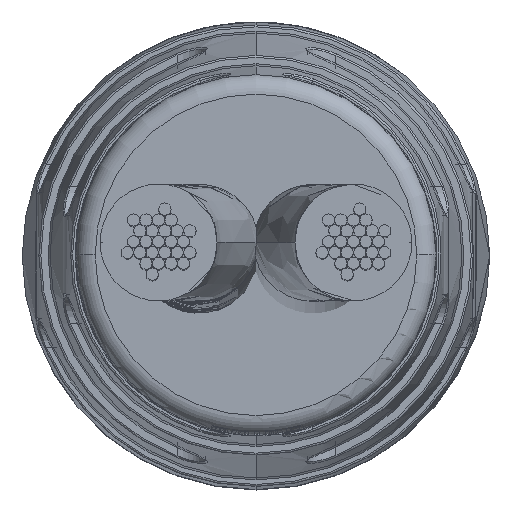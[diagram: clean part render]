
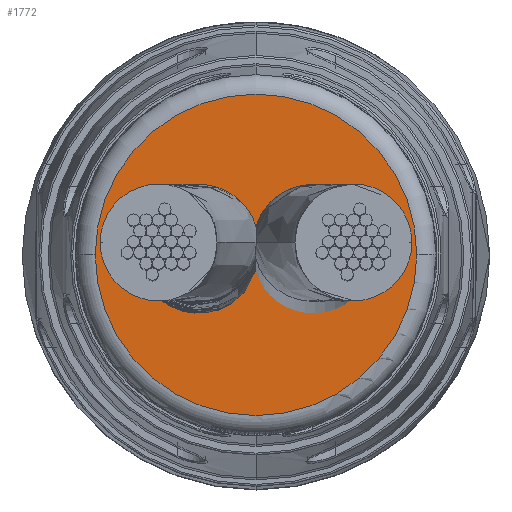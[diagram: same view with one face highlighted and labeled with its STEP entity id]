
A CAD part, top view. The second image highlights one B-rep face of the part: STEP entity #1772.
In plain terms, the highlighted face is planar.
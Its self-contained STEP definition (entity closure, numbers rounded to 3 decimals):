
#1772 = ADVANCED_FACE ( 'NONE', ( #4182 ), #12374, .F. ) ;
#3185 = AXIS2_PLACEMENT_3D ( 'NONE', #23428, #9836, #23336 ) ;
#4182 = FACE_OUTER_BOUND ( 'NONE', #10126, .T. ) ;
#4197 = CARTESIAN_POINT ( 'NONE',  ( 29.822, 0., -3.301 ) ) ;
#4770 = DIRECTION ( 'NONE',  ( -1., 0., 0. ) ) ;
#8354 = CARTESIAN_POINT ( 'NONE',  ( 29.822, 3.7, 0. ) ) ;
#8798 = AXIS2_PLACEMENT_3D ( 'NONE', #9525, #9597, #9278 ) ;
#9278 = DIRECTION ( 'NONE',  ( 0., 0., 1. ) ) ;
#9525 = CARTESIAN_POINT ( 'NONE',  ( 29.822, 0., 0. ) ) ;
#9597 = DIRECTION ( 'NONE',  ( 1., 0., 0. ) ) ;
#9836 = DIRECTION ( 'NONE',  ( 1., 0., 0. ) ) ;
#10065 = ORIENTED_EDGE ( 'NONE', *, *, #17106, .T. ) ;
#10126 = EDGE_LOOP ( 'NONE', ( #10065, #13672 ) ) ;
#10360 = VERTEX_POINT ( 'NONE', #10845 ) ;
#10845 = CARTESIAN_POINT ( 'NONE',  ( 29.822, 0., 3.301 ) ) ;
#11458 = VERTEX_POINT ( 'NONE', #4197 ) ;
#12114 = EDGE_CURVE ( 'NONE', #11458, #10360, #22128, .T. ) ;
#12374 = PLANE ( 'NONE',  #24548 ) ;
#13672 = ORIENTED_EDGE ( 'NONE', *, *, #12114, .T. ) ;
#17106 = EDGE_CURVE ( 'NONE', #10360, #11458, #20146, .T. ) ;
#20146 = CIRCLE ( 'NONE', #3185, 3.301 ) ;
#21850 = DIRECTION ( 'NONE',  ( 0., 0., 1. ) ) ;
#22128 = CIRCLE ( 'NONE', #8798, 3.301 ) ;
#23336 = DIRECTION ( 'NONE',  ( 0., 0., 1. ) ) ;
#23428 = CARTESIAN_POINT ( 'NONE',  ( 29.822, 0., 0. ) ) ;
#24548 = AXIS2_PLACEMENT_3D ( 'NONE', #8354, #4770, #21850 ) ;
